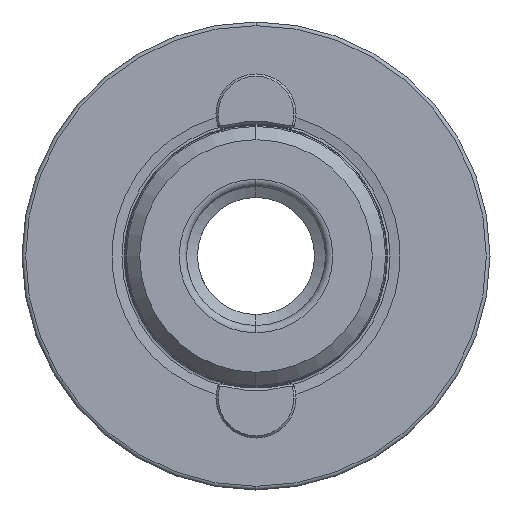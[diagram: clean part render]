
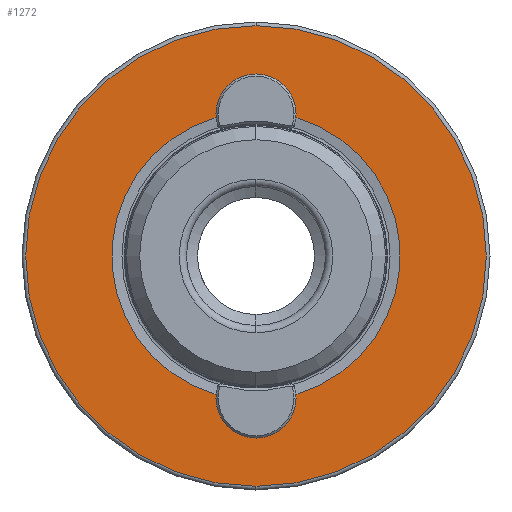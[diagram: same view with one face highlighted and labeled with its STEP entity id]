
A CAD part, left-side view. The second image highlights one B-rep face of the part: STEP entity #1272.
In plain terms, the highlighted planar face has unit normal (-1, 0, 0).
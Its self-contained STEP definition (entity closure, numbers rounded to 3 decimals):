
#30 = ORIENTED_EDGE ( 'NONE', *, *, #2057, .F. ) ;
#37 = VERTEX_POINT ( 'NONE', #5356 ) ;
#139 = PLANE ( 'NONE',  #1242 ) ;
#149 = CARTESIAN_POINT ( 'NONE',  ( 0., 0., -19.715 ) ) ;
#193 = ORIENTED_EDGE ( 'NONE', *, *, #3480, .T. ) ;
#317 = AXIS2_PLACEMENT_3D ( 'NONE', #6132, #5973, #5703 ) ;
#357 = FACE_BOUND ( 'NONE', #391, .T. ) ;
#369 = ORIENTED_EDGE ( 'NONE', *, *, #3839, .T. ) ;
#391 = EDGE_LOOP ( 'NONE', ( #3664, #3024, #4254, #2240, #4327, #30 ) ) ;
#440 = FACE_OUTER_BOUND ( 'NONE', #916, .T. ) ;
#497 = AXIS2_PLACEMENT_3D ( 'NONE', #4774, #4768, #4761 ) ;
#531 = VERTEX_POINT ( 'NONE', #3314 ) ;
#742 = AXIS2_PLACEMENT_3D ( 'NONE', #5797, #5815, #5870 ) ;
#751 = CARTESIAN_POINT ( 'NONE',  ( 0., 0., -24.5 ) ) ;
#800 = CIRCLE ( 'NONE', #5605, 3. ) ;
#916 = EDGE_LOOP ( 'NONE', ( #193, #369 ) ) ;
#1242 = AXIS2_PLACEMENT_3D ( 'NONE', #149, #6329, #6325 ) ;
#1272 = ADVANCED_FACE ( 'NONE', ( #357, #440 ), #139, .F. ) ;
#1521 = CIRCLE ( 'NONE', #742, 31.5 ) ;
#1530 = CARTESIAN_POINT ( 'NONE',  ( 0., -2.305, 19.58 ) ) ;
#1537 = EDGE_CURVE ( 'NONE', #6238, #3559, #4423, .T. ) ;
#1628 = EDGE_CURVE ( 'NONE', #5839, #6238, #4559, .T. ) ;
#1649 = DIRECTION ( 'NONE',  ( 0., 0., 1. ) ) ;
#1662 = DIRECTION ( 'NONE',  ( 0., 0., 1. ) ) ;
#1671 = DIRECTION ( 'NONE',  ( -1., 0., 0. ) ) ;
#1683 = DIRECTION ( 'NONE',  ( -1., 0., 0. ) ) ;
#1689 = CARTESIAN_POINT ( 'NONE',  ( 0., 0., 21.5 ) ) ;
#1692 = CARTESIAN_POINT ( 'NONE',  ( 0., 0., -21.5 ) ) ;
#1973 = CARTESIAN_POINT ( 'NONE',  ( 0., 0., 0. ) ) ;
#1988 = AXIS2_PLACEMENT_3D ( 'NONE', #1689, #1671, #1649 ) ;
#2057 = EDGE_CURVE ( 'NONE', #3559, #2954, #800, .T. ) ;
#2075 = DIRECTION ( 'NONE',  ( -1., 0., 0. ) ) ;
#2103 = DIRECTION ( 'NONE',  ( 0., 0., 1. ) ) ;
#2240 = ORIENTED_EDGE ( 'NONE', *, *, #3934, .F. ) ;
#2489 = CIRCLE ( 'NONE', #5082, 31.5 ) ;
#2640 = VERTEX_POINT ( 'NONE', #1530 ) ;
#2820 = AXIS2_PLACEMENT_3D ( 'NONE', #4069, #4050, #4040 ) ;
#2954 = VERTEX_POINT ( 'NONE', #751 ) ;
#3024 = ORIENTED_EDGE ( 'NONE', *, *, #1628, .F. ) ;
#3281 = CIRCLE ( 'NONE', #317, 3. ) ;
#3314 = CARTESIAN_POINT ( 'NONE',  ( 0., 0., 31.5 ) ) ;
#3480 = EDGE_CURVE ( 'NONE', #531, #37, #1521, .T. ) ;
#3517 = CIRCLE ( 'NONE', #4819, 19.715 ) ;
#3559 = VERTEX_POINT ( 'NONE', #5685 ) ;
#3664 = ORIENTED_EDGE ( 'NONE', *, *, #1537, .F. ) ;
#3839 = EDGE_CURVE ( 'NONE', #37, #531, #2489, .T. ) ;
#3934 = EDGE_CURVE ( 'NONE', #5268, #2640, #3517, .T. ) ;
#4040 = DIRECTION ( 'NONE',  ( 0., 0., 1. ) ) ;
#4050 = DIRECTION ( 'NONE',  ( -1., 0., 0. ) ) ;
#4069 = CARTESIAN_POINT ( 'NONE',  ( 0., 0., 21.5 ) ) ;
#4254 = ORIENTED_EDGE ( 'NONE', *, *, #4954, .F. ) ;
#4327 = ORIENTED_EDGE ( 'NONE', *, *, #6191, .F. ) ;
#4423 = CIRCLE ( 'NONE', #497, 19.715 ) ;
#4559 = CIRCLE ( 'NONE', #2820, 3. ) ;
#4761 = DIRECTION ( 'NONE',  ( 0., 0., 1. ) ) ;
#4768 = DIRECTION ( 'NONE',  ( -1., 0., 0. ) ) ;
#4774 = CARTESIAN_POINT ( 'NONE',  ( 0., 0., 0. ) ) ;
#4802 = DIRECTION ( 'NONE',  ( 0., 0., 1. ) ) ;
#4819 = AXIS2_PLACEMENT_3D ( 'NONE', #4895, #4908, #4802 ) ;
#4895 = CARTESIAN_POINT ( 'NONE',  ( 0., 0., 0. ) ) ;
#4908 = DIRECTION ( 'NONE',  ( -1., 0., 0. ) ) ;
#4954 = EDGE_CURVE ( 'NONE', #2640, #5839, #5474, .T. ) ;
#5082 = AXIS2_PLACEMENT_3D ( 'NONE', #1973, #2075, #2103 ) ;
#5096 = CARTESIAN_POINT ( 'NONE',  ( 0., 0., 24.5 ) ) ;
#5203 = CARTESIAN_POINT ( 'NONE',  ( 0., 2.305, 19.58 ) ) ;
#5268 = VERTEX_POINT ( 'NONE', #5881 ) ;
#5356 = CARTESIAN_POINT ( 'NONE',  ( 0., 0., -31.5 ) ) ;
#5474 = CIRCLE ( 'NONE', #1988, 3. ) ;
#5605 = AXIS2_PLACEMENT_3D ( 'NONE', #1692, #1683, #1662 ) ;
#5685 = CARTESIAN_POINT ( 'NONE',  ( 0., 2.305, -19.58 ) ) ;
#5703 = DIRECTION ( 'NONE',  ( 0., 0., 1. ) ) ;
#5797 = CARTESIAN_POINT ( 'NONE',  ( 0., 0., 0. ) ) ;
#5815 = DIRECTION ( 'NONE',  ( -1., 0., 0. ) ) ;
#5839 = VERTEX_POINT ( 'NONE', #5096 ) ;
#5870 = DIRECTION ( 'NONE',  ( 0., 0., 1. ) ) ;
#5881 = CARTESIAN_POINT ( 'NONE',  ( 0., -2.305, -19.58 ) ) ;
#5973 = DIRECTION ( 'NONE',  ( -1., 0., 0. ) ) ;
#6132 = CARTESIAN_POINT ( 'NONE',  ( 0., 0., -21.5 ) ) ;
#6191 = EDGE_CURVE ( 'NONE', #2954, #5268, #3281, .T. ) ;
#6238 = VERTEX_POINT ( 'NONE', #5203 ) ;
#6325 = DIRECTION ( 'NONE',  ( 0., 0., -1. ) ) ;
#6329 = DIRECTION ( 'NONE',  ( 1., 0., 0. ) ) ;
